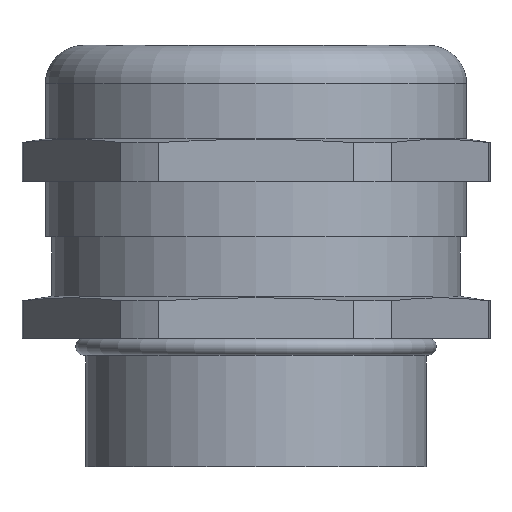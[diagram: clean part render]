
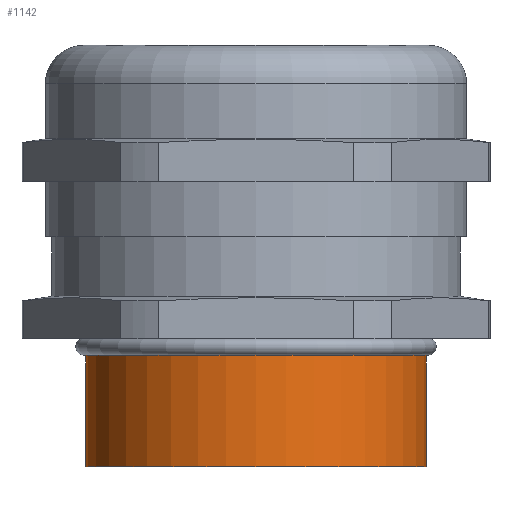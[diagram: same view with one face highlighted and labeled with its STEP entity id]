
A CAD part, front view. The second image highlights one B-rep face of the part: STEP entity #1142.
In plain terms, the highlighted cylindrical face has radius 20 mm (diameter 40 mm), a partial arc.
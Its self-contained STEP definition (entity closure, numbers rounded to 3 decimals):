
#92=CARTESIAN_POINT('',(0.,0.,-3.));
#93=DIRECTION('',(0.,0.,-1.));
#94=DIRECTION('',(1.,0.,0.));
#95=AXIS2_PLACEMENT_3D('',#92,#93,#94);
#97=DIRECTION('',(0.,0.,-1.));
#98=VECTOR('',#97,13.12);
#99=CARTESIAN_POINT('',(-20.,0.,10.12));
#100=LINE('',#99,#98);
#106=DIRECTION('',(0.,0.,1.));
#107=VECTOR('',#106,13.12);
#108=CARTESIAN_POINT('',(20.,0.,-3.));
#109=LINE('',#108,#107);
#130=CARTESIAN_POINT('',(0.,0.,10.12));
#131=DIRECTION('',(0.,0.,1.));
#132=DIRECTION('',(-1.,0.,0.));
#133=AXIS2_PLACEMENT_3D('',#130,#131,#132);
#833=CARTESIAN_POINT('',(20.,0.,10.12));
#835=VERTEX_POINT('',#833);
#840=CARTESIAN_POINT('',(-20.,0.,10.12));
#841=VERTEX_POINT('',#840);
#1035=CARTESIAN_POINT('',(20.,0.,-3.));
#1036=CARTESIAN_POINT('',(-20.,0.,-3.));
#1037=VERTEX_POINT('',#1035);
#1038=VERTEX_POINT('',#1036);
#1128=CARTESIAN_POINT('',(0.,0.,12.));
#1129=DIRECTION('',(0.,0.,-1.));
#1130=DIRECTION('',(-1.,0.,0.));
#1131=AXIS2_PLACEMENT_3D('',#1128,#1129,#1130);
#1132=CYLINDRICAL_SURFACE('',#1131,20.);
#1134=ORIENTED_EDGE('',*,*,#1133,.F.);
#1135=ORIENTED_EDGE('',*,*,#1116,.T.);
#1137=ORIENTED_EDGE('',*,*,#1136,.F.);
#1139=ORIENTED_EDGE('',*,*,#1138,.T.);
#1140=EDGE_LOOP('',(#1134,#1135,#1137,#1139));
#1141=FACE_OUTER_BOUND('',#1140,.F.);
#96=CIRCLE('',#95,20.);
#134=CIRCLE('',#133,20.);
#1116=EDGE_CURVE('',#1037,#1038,#96,.T.);
#1133=EDGE_CURVE('',#1037,#835,#109,.T.);
#1136=EDGE_CURVE('',#841,#1038,#100,.T.);
#1138=EDGE_CURVE('',#841,#835,#134,.T.);
#1142=ADVANCED_FACE('',(#1141),#1132,.T.);
